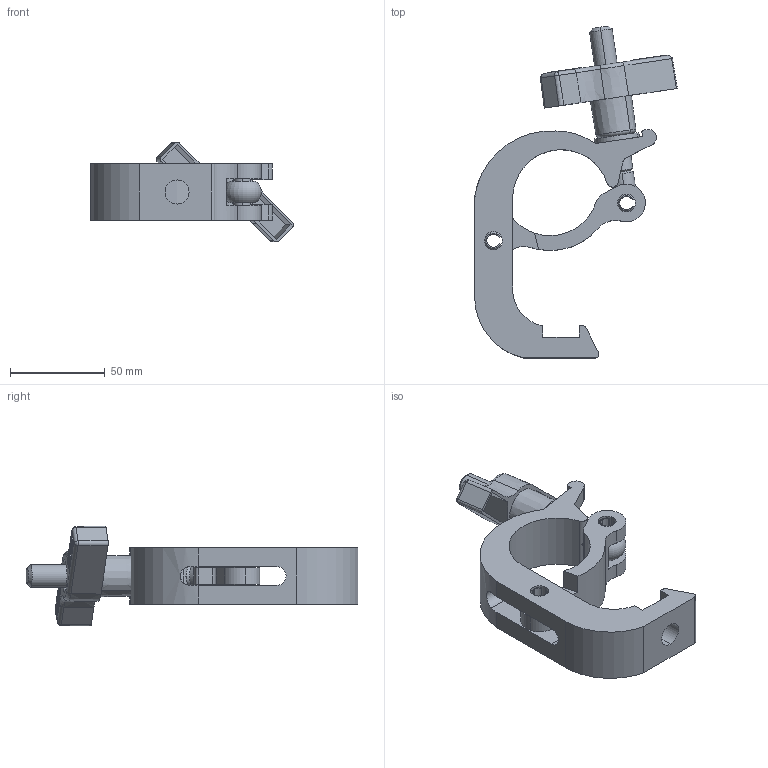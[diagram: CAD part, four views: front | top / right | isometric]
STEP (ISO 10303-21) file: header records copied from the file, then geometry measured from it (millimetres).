
FILE_DESCRIPTION (( 'STEP AP203' ), '1' );
FILE_NAME ('T58860 & T5886001.STEP', '2018-08-13T11:27:52', ( '' ), ( '' ), 'SwSTEP 2.0', 'SolidWorks 2016', '' );
FILE_SCHEMA (( 'CONFIG_CONTROL_DESIGN' ));
Length unit declared in the file: millimetre
Products named in the file (10): TH1304_TH1304; TH013_NO STAMPING; TH2023_30MM WIDE; T58860 & T5886001; TH733; S0123; T78052; A Washer_Bright washer BS 4320 - M12 (Form A); F791; TH2024_30MM WIDE
Assembly tree (10 placements, depth 3):
  T58860 & T5886001
    TH013_NO STAMPING
      TH2023_30MM WIDE
    TH1304_TH1304
      TH2024_30MM WIDE
    F791  x2
    T78052
      TH733
      A Washer_Bright washer BS 4320 - M12 (Form A)
      S0123
Bounding box: 107.26 x 175.52 x 52.78 mm (x, y, z)
Volume: 140158.7 mm3; surface area: 51118.5 mm2
Topology: 7 solids, 7 shells, 427 faces, 1122 edges, 730 vertices
Faces by surface type: plane 188, cylinder 119, bspline 74, cone 36, torus 10
Entity records: 18804 total; most frequent: CARTESIAN_POINT 7793, ORIENTED_EDGE 2160, DIRECTION 1906, EDGE_CURVE 1080, VERTEX_POINT 706, VECTOR 636, LINE 636, AXIS2_PLACEMENT_3D 635
